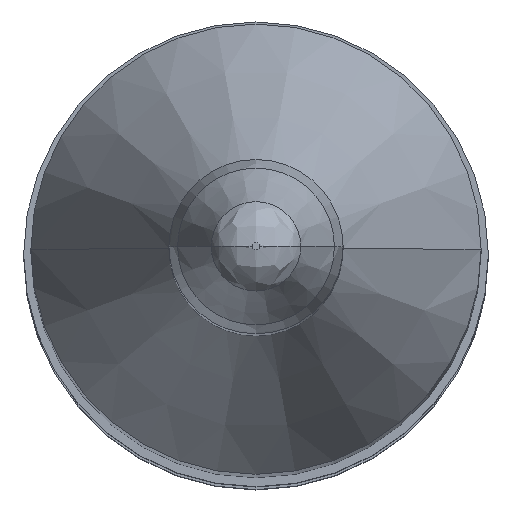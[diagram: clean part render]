
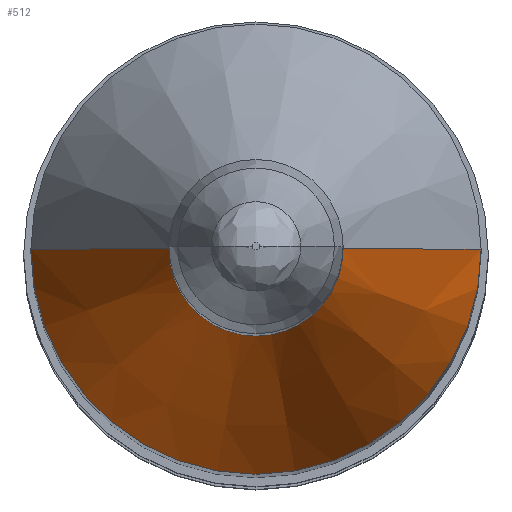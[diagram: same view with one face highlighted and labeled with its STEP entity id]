
A CAD part, top view. The second image highlights one B-rep face of the part: STEP entity #512.
In plain terms, the highlighted conical face has half-angle 25 degrees and reference radius 0.537 mm.
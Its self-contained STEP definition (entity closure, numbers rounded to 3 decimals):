
#26=CARTESIAN_POINT('',(0.,0.,17.6));
#27=DIRECTION('',(0.,0.,1.));
#28=DIRECTION('',(-1.,0.,0.));
#29=AXIS2_PLACEMENT_3D('',#26,#27,#28);
#36=DIRECTION('',(-0.423,0.,0.906));
#37=VECTOR('',#36,1.124);
#38=CARTESIAN_POINT('',(0.775,0.,16.581));
#39=LINE('',#38,#37);
#40=DIRECTION('',(0.423,0.,0.906));
#41=VECTOR('',#40,1.124);
#42=CARTESIAN_POINT('',(-0.775,0.,16.581));
#43=LINE('',#42,#41);
#133=CARTESIAN_POINT('',(0.,0.,16.581));
#134=DIRECTION('',(0.,0.,1.));
#135=DIRECTION('',(-1.,0.,0.));
#136=AXIS2_PLACEMENT_3D('',#133,#134,#135);
#462=CARTESIAN_POINT('',(-0.3,0.,17.6));
#463=CARTESIAN_POINT('',(0.3,0.,17.6));
#464=VERTEX_POINT('',#462);
#465=VERTEX_POINT('',#463);
#466=CARTESIAN_POINT('',(-0.775,0.,16.581));
#467=VERTEX_POINT('',#466);
#468=CARTESIAN_POINT('',(0.775,0.,16.581));
#469=VERTEX_POINT('',#468);
#498=CARTESIAN_POINT('',(0.,0.,17.091));
#499=DIRECTION('',(0.,0.,-1.));
#500=DIRECTION('',(-1.,0.,0.));
#501=AXIS2_PLACEMENT_3D('',#498,#499,#500);
#502=CONICAL_SURFACE('',#501,0.538,25.);
#503=ORIENTED_EDGE('',*,*,#487,.T.);
#505=ORIENTED_EDGE('',*,*,#504,.F.);
#507=ORIENTED_EDGE('',*,*,#506,.F.);
#509=ORIENTED_EDGE('',*,*,#508,.T.);
#510=EDGE_LOOP('',(#503,#505,#507,#509));
#511=FACE_OUTER_BOUND('',#510,.F.);
#30=CIRCLE('',#29,0.3);
#137=CIRCLE('',#136,0.775);
#487=EDGE_CURVE('',#464,#465,#30,.T.);
#504=EDGE_CURVE('',#469,#465,#39,.T.);
#506=EDGE_CURVE('',#467,#469,#137,.T.);
#508=EDGE_CURVE('',#467,#464,#43,.T.);
#512=ADVANCED_FACE('',(#511),#502,.T.);
